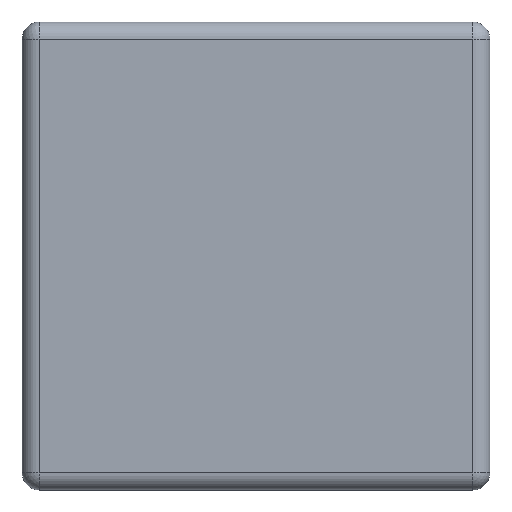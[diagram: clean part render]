
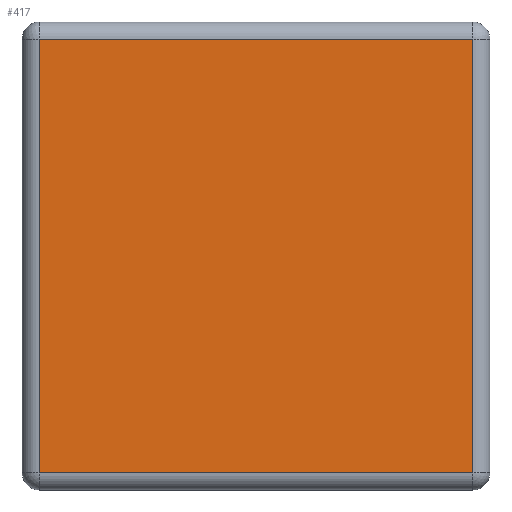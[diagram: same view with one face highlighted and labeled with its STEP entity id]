
A CAD part, top view. The second image highlights one B-rep face of the part: STEP entity #417.
In plain terms, the highlighted planar face has unit normal (0, 0, 1).
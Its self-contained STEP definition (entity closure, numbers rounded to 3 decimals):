
#24=PLANE('',#499);
#43=LINE('',#741,#68);
#45=LINE('',#748,#70);
#47=LINE('',#757,#72);
#48=LINE('',#763,#73);
#68=VECTOR('',#606,10.);
#70=VECTOR('',#614,10.);
#72=VECTOR('',#624,10.);
#73=VECTOR('',#635,10.);
#114=FACE_OUTER_BOUND('',#144,.T.);
#144=EDGE_LOOP('',(#368,#369,#370,#371));
#207=VERTEX_POINT('',#737);
#208=VERTEX_POINT('',#739);
#210=VERTEX_POINT('',#746);
#213=VERTEX_POINT('',#755);
#255=EDGE_CURVE('',#208,#207,#43,.T.);
#259=EDGE_CURVE('',#210,#208,#45,.T.);
#263=EDGE_CURVE('',#213,#210,#47,.T.);
#267=EDGE_CURVE('',#207,#213,#48,.T.);
#368=ORIENTED_EDGE('',*,*,#255,.F.);
#369=ORIENTED_EDGE('',*,*,#259,.F.);
#370=ORIENTED_EDGE('',*,*,#263,.F.);
#371=ORIENTED_EDGE('',*,*,#267,.F.);
#417=ADVANCED_FACE('',(#114),#24,.T.);
#499=AXIS2_PLACEMENT_3D('',#767,#642,#643);
#606=DIRECTION('',(-1.,0.,0.));
#614=DIRECTION('',(0.,-1.,0.));
#624=DIRECTION('',(1.,0.,0.));
#635=DIRECTION('',(0.,1.,0.));
#642=DIRECTION('center_axis',(0.,0.,1.));
#643=DIRECTION('ref_axis',(1.,0.,0.));
#737=CARTESIAN_POINT('',(-25.25,-25.25,10.));
#739=CARTESIAN_POINT('',(25.25,-25.25,10.));
#741=CARTESIAN_POINT('',(-12.625,-25.25,10.));
#746=CARTESIAN_POINT('',(25.25,25.25,10.));
#748=CARTESIAN_POINT('',(25.25,-12.625,10.));
#755=CARTESIAN_POINT('',(-25.25,25.25,10.));
#757=CARTESIAN_POINT('',(12.625,25.25,10.));
#763=CARTESIAN_POINT('',(-25.25,12.625,10.));
#767=CARTESIAN_POINT('Origin',(0.,0.,10.));
